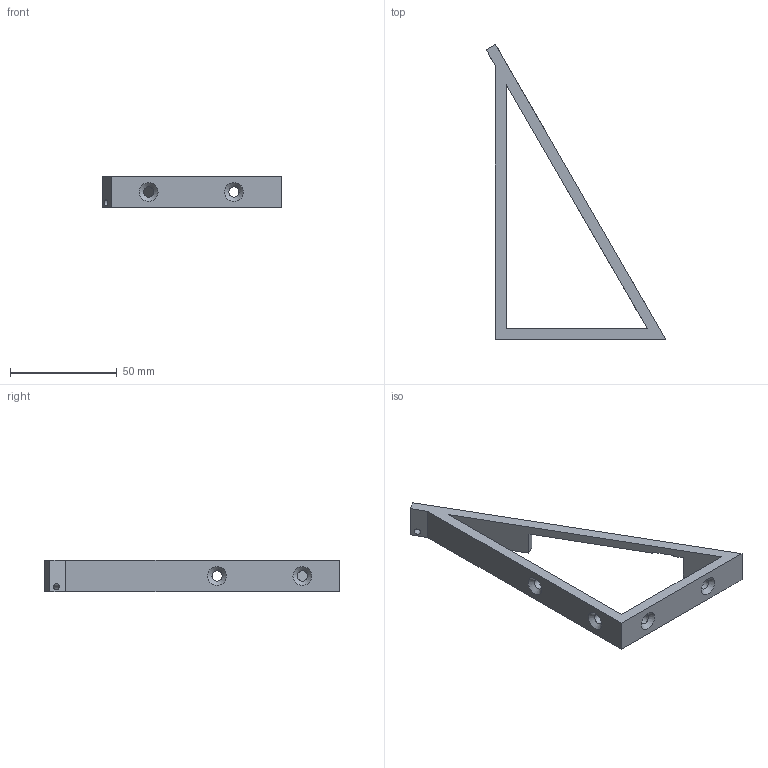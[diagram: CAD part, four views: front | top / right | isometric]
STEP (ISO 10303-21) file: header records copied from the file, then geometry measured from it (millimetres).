
FILE_DESCRIPTION(('FreeCAD Model'),'2;1');
FILE_NAME('Open CASCADE Shape Model','2024-10-20T22:19:43',('Author'),( ''),'Open CASCADE STEP processor 7.6','FreeCAD','Unknown');
FILE_SCHEMA(('AUTOMOTIVE_DESIGN { 1 0 10303 214 1 1 1 1 }'));
Length unit declared in the file: millimetre
Products named in the file (1): Chamfer
Bounding box: 84.33 x 138.56 x 15 mm (x, y, z)
Volume: 21556.3 mm3; surface area: 12575.9 mm2
Topology: 1 solids, 1 shells, 27 faces, 74 edges, 48 vertices
Faces by surface type: plane 17, cylinder 6, cone 4
Full cylindrical faces by diameter (mm): 3 x2, 4.8 x4
Entity records: 902 total; most frequent: CARTESIAN_POINT 150, ORIENTED_EDGE 148, DIRECTION 146, EDGE_CURVE 74, LINE 58, VECTOR 58, VERTEX_POINT 48, AXIS2_PLACEMENT_3D 44
